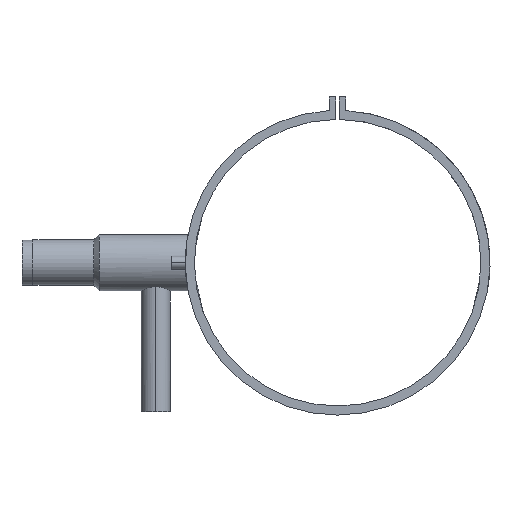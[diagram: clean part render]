
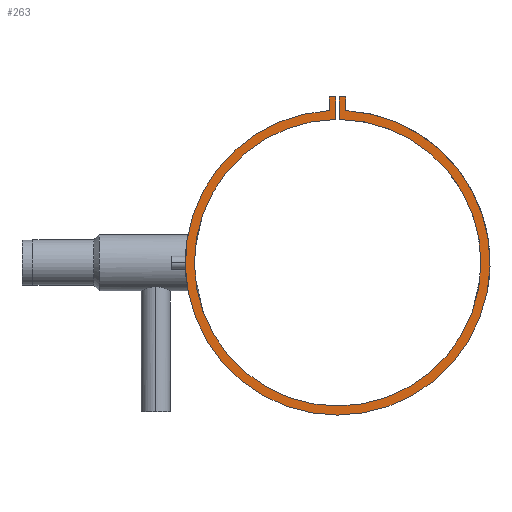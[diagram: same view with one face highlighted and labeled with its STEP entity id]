
A CAD part, left-side view. The second image highlights one B-rep face of the part: STEP entity #263.
In plain terms, the highlighted planar face has unit normal (-1, 0, 0).
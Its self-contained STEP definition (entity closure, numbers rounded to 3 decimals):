
#13 = CARTESIAN_POINT ( 'NONE',  ( -80., -9., 167.258 ) ) ;
#18 = VERTEX_POINT ( 'NONE', #725 ) ;
#19 = CIRCLE ( 'NONE', #2109, 167.5 ) ;
#167 = ORIENTED_EDGE ( 'NONE', *, *, #1517, .F. ) ;
#180 = ORIENTED_EDGE ( 'NONE', *, *, #2405, .F. ) ;
#192 = ORIENTED_EDGE ( 'NONE', *, *, #1694, .F. ) ;
#209 = ORIENTED_EDGE ( 'NONE', *, *, #275, .F. ) ;
#223 = CARTESIAN_POINT ( 'NONE',  ( -80., -2., 182.258 ) ) ;
#224 = ORIENTED_EDGE ( 'NONE', *, *, #226, .F. ) ;
#226 = EDGE_CURVE ( 'NONE', #2260, #18, #2127, .T. ) ;
#229 = ORIENTED_EDGE ( 'NONE', *, *, #230, .F. ) ;
#230 = EDGE_CURVE ( 'NONE', #18, #985, #1952, .T. ) ;
#233 = CARTESIAN_POINT ( 'NONE',  ( -80., 9., 167.258 ) ) ;
#237 = EDGE_CURVE ( 'NONE', #985, #262, #1595, .T. ) ;
#241 = ORIENTED_EDGE ( 'NONE', *, *, #237, .F. ) ;
#257 = ORIENTED_EDGE ( 'NONE', *, *, #1307, .F. ) ;
#262 = VERTEX_POINT ( 'NONE', #13 ) ;
#263 = ADVANCED_FACE ( 'NONE', ( #890 ), #1628, .F. ) ;
#275 = EDGE_CURVE ( 'NONE', #1639, #2260, #1123, .T. ) ;
#289 = DIRECTION ( 'NONE',  ( -1., 0., 0. ) ) ;
#410 = CARTESIAN_POINT ( 'NONE',  ( -80., 9., 182.258 ) ) ;
#419 = CARTESIAN_POINT ( 'NONE',  ( -80., 0., 0. ) ) ;
#444 = CARTESIAN_POINT ( 'NONE',  ( -80., 2., 182.258 ) ) ;
#466 = CARTESIAN_POINT ( 'NONE',  ( -80., -2., 182.258 ) ) ;
#586 = CARTESIAN_POINT ( 'NONE',  ( -80., 2., 157.487 ) ) ;
#587 = VERTEX_POINT ( 'NONE', #410 ) ;
#638 = VERTEX_POINT ( 'NONE', #1358 ) ;
#670 = DIRECTION ( 'NONE',  ( 0., 0., -1. ) ) ;
#706 = DIRECTION ( 'NONE',  ( 1., 0., 0. ) ) ;
#725 = CARTESIAN_POINT ( 'NONE',  ( -80., -2., 182.258 ) ) ;
#737 = DIRECTION ( 'NONE',  ( 0., -1., 0. ) ) ;
#750 = LINE ( 'NONE', #1487, #1954 ) ;
#890 = FACE_OUTER_BOUND ( 'NONE', #1525, .T. ) ;
#985 = VERTEX_POINT ( 'NONE', #1080 ) ;
#1033 = DIRECTION ( 'NONE',  ( 0., -1., 0. ) ) ;
#1080 = CARTESIAN_POINT ( 'NONE',  ( -80., -9., 182.258 ) ) ;
#1081 = DIRECTION ( 'NONE',  ( 0., 0., -1. ) ) ;
#1121 = AXIS2_PLACEMENT_3D ( 'NONE', #1998, #289, #1081 ) ;
#1123 = CIRCLE ( 'NONE', #1121, 157.5 ) ;
#1157 = AXIS2_PLACEMENT_3D ( 'NONE', #2344, #706, #1439 ) ;
#1163 = VECTOR ( 'NONE', #670, 1000. ) ;
#1173 = DIRECTION ( 'NONE',  ( 1., 0., 0. ) ) ;
#1193 = DIRECTION ( 'NONE',  ( 0., 0., -1. ) ) ;
#1196 = VECTOR ( 'NONE', #1033, 1000. ) ;
#1201 = VECTOR ( 'NONE', #1214, 1000. ) ;
#1214 = DIRECTION ( 'NONE',  ( 0., 0., 1. ) ) ;
#1307 = EDGE_CURVE ( 'NONE', #262, #2248, #19, .T. ) ;
#1358 = CARTESIAN_POINT ( 'NONE',  ( -80., 2., 182.258 ) ) ;
#1439 = DIRECTION ( 'NONE',  ( 0., 0., -1. ) ) ;
#1487 = CARTESIAN_POINT ( 'NONE',  ( -80., 9., 182.258 ) ) ;
#1517 = EDGE_CURVE ( 'NONE', #2248, #587, #750, .T. ) ;
#1525 = EDGE_LOOP ( 'NONE', ( #257, #241, #229, #224, #209, #192, #180, #167 ) ) ;
#1595 = LINE ( 'NONE', #2307, #1163 ) ;
#1628 = PLANE ( 'NONE',  #1157 ) ;
#1639 = VERTEX_POINT ( 'NONE', #586 ) ;
#1661 = LINE ( 'NONE', #2373, #1850 ) ;
#1694 = EDGE_CURVE ( 'NONE', #638, #1639, #2074, .T. ) ;
#1733 = VECTOR ( 'NONE', #1193, 1000. ) ;
#1850 = VECTOR ( 'NONE', #737, 1000. ) ;
#1915 = DIRECTION ( 'NONE',  ( 0., 0., -1. ) ) ;
#1952 = LINE ( 'NONE', #223, #1196 ) ;
#1954 = VECTOR ( 'NONE', #2214, 1000. ) ;
#1998 = CARTESIAN_POINT ( 'NONE',  ( -80., 0., 0. ) ) ;
#2074 = LINE ( 'NONE', #444, #1733 ) ;
#2109 = AXIS2_PLACEMENT_3D ( 'NONE', #419, #1173, #1915 ) ;
#2127 = LINE ( 'NONE', #466, #1201 ) ;
#2214 = DIRECTION ( 'NONE',  ( 0., 0., 1. ) ) ;
#2248 = VERTEX_POINT ( 'NONE', #233 ) ;
#2260 = VERTEX_POINT ( 'NONE', #2313 ) ;
#2307 = CARTESIAN_POINT ( 'NONE',  ( -80., -9., 182.258 ) ) ;
#2313 = CARTESIAN_POINT ( 'NONE',  ( -80., -2., 157.487 ) ) ;
#2344 = CARTESIAN_POINT ( 'NONE',  ( -80., 0., 0. ) ) ;
#2373 = CARTESIAN_POINT ( 'NONE',  ( -80., 9., 182.258 ) ) ;
#2405 = EDGE_CURVE ( 'NONE', #587, #638, #1661, .T. ) ;
